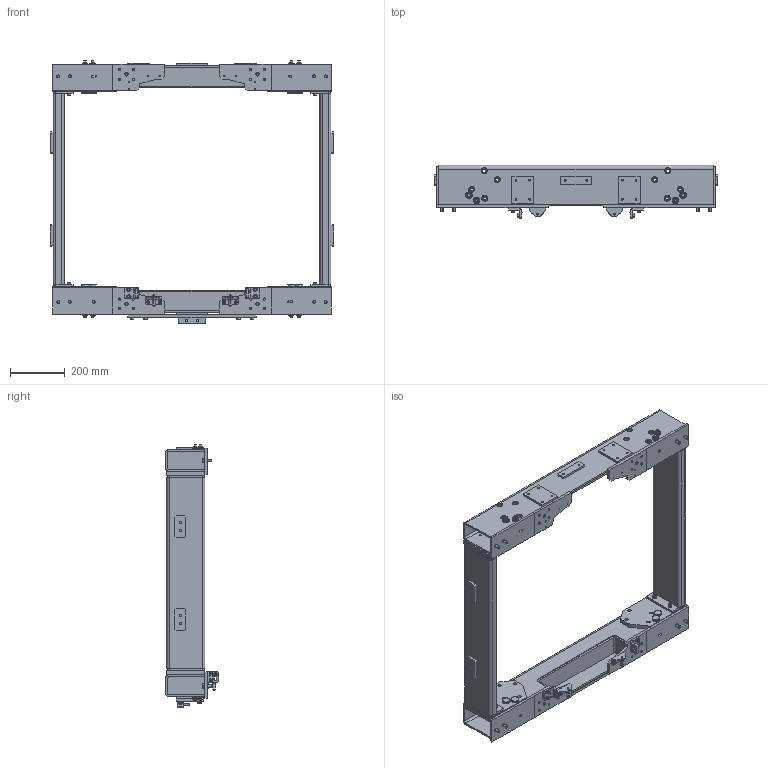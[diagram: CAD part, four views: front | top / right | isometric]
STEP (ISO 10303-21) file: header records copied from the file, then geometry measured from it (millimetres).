
FILE_DESCRIPTION (( 'STEP AP203' ), '1' );
FILE_NAME ('Plateau_Translation_Un_sldprt.STEP', '2018-04-10T07:33:53', ( '' ), ( '' ), 'SwSTEP 2.0', 'SolidWorks 2017', '' );
FILE_SCHEMA (( 'CONFIG_CONTROL_DESIGN' ));
Products named in the file (1): Plateau_Translation_Un_sldprt
Bounding box: 1038 x 195 x 961 mm (x, y, z)
Volume: 15804352.3 mm3; surface area: 4883672 mm2
Topology: 148 solids, 148 shells, 2572 faces, 6062 edges, 3894 vertices
Faces by surface type: cylinder 1114, plane 1066, cone 300, torus 88, sphere 4
Entity records: 76637 total; most frequent: CARTESIAN_POINT 14477, DIRECTION 13596, ORIENTED_EDGE 12076, EDGE_CURVE 6038, AXIS2_PLACEMENT_3D 5245, VERTEX_POINT 3894, EDGE_LOOP 3328, VECTOR 3106
